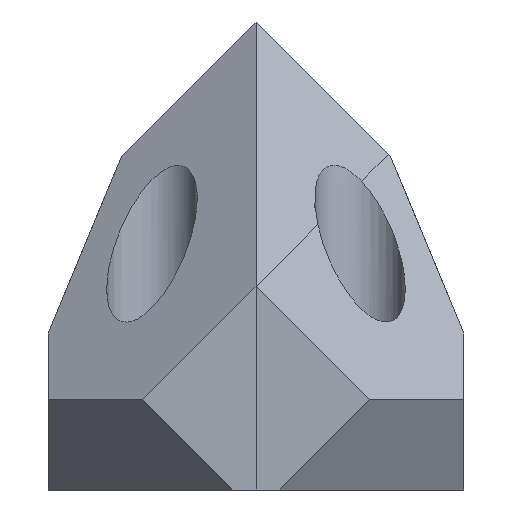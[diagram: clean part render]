
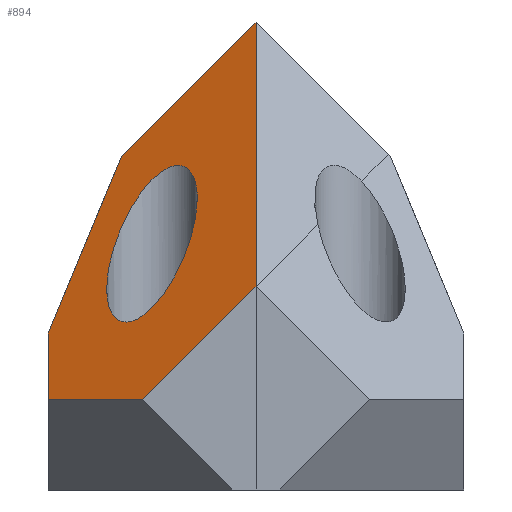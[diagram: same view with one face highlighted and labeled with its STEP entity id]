
A CAD part, front view. The second image highlights one B-rep face of the part: STEP entity #894.
In plain terms, the highlighted planar face has unit normal (-0.5, -0.707, 0.5).
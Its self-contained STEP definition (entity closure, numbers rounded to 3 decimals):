
#45=FACE_BOUND('',#124,.T.);
#57=B_SPLINE_CURVE_WITH_KNOTS('',3,(#1329,#1330,#1331,#1332,#1333,#1334),
 .UNSPECIFIED.,.F.,.F.,(4,2,4),(0.,1.208,3.118),
 .UNSPECIFIED.);
#62=ELLIPSE('',#957,8.7,4.35);
#77=FACE_OUTER_BOUND('',#123,.T.);
#123=EDGE_LOOP('',(#617,#618,#619,#620,#621,#622));
#124=EDGE_LOOP('',(#623));
#190=LINE('',#1314,#288);
#193=LINE('',#1320,#291);
#197=LINE('',#1327,#295);
#198=LINE('',#1336,#296);
#199=LINE('',#1337,#297);
#288=VECTOR('',#1053,10.);
#291=VECTOR('',#1058,10.);
#295=VECTOR('',#1064,10.);
#296=VECTOR('',#1065,10.);
#297=VECTOR('',#1066,10.);
#382=VERTEX_POINT('',#1300);
#386=VERTEX_POINT('',#1311);
#387=VERTEX_POINT('',#1313);
#389=VERTEX_POINT('',#1319);
#392=VERTEX_POINT('',#1328);
#393=VERTEX_POINT('',#1335);
#394=VERTEX_POINT('',#1338);
#474=EDGE_CURVE('',#386,#387,#190,.T.);
#477=EDGE_CURVE('',#389,#387,#193,.T.);
#481=EDGE_CURVE('',#386,#382,#197,.T.);
#482=EDGE_CURVE('',#392,#382,#57,.T.);
#483=EDGE_CURVE('',#392,#393,#198,.T.);
#484=EDGE_CURVE('',#389,#393,#199,.T.);
#485=EDGE_CURVE('',#394,#394,#62,.T.);
#617=ORIENTED_EDGE('',*,*,#474,.F.);
#618=ORIENTED_EDGE('',*,*,#481,.T.);
#619=ORIENTED_EDGE('',*,*,#482,.F.);
#620=ORIENTED_EDGE('',*,*,#483,.T.);
#621=ORIENTED_EDGE('',*,*,#484,.F.);
#622=ORIENTED_EDGE('',*,*,#477,.T.);
#623=ORIENTED_EDGE('',*,*,#485,.T.);
#859=PLANE('',#956);
#894=ADVANCED_FACE('',(#77,#45),#859,.T.);
#956=AXIS2_PLACEMENT_3D('',#1326,#1062,#1063);
#957=AXIS2_PLACEMENT_3D('',#1339,#1067,#1068);
#1053=DIRECTION('',(-0.816,0.577,0.));
#1058=DIRECTION('',(0.,-0.577,-0.816));
#1062=DIRECTION('center_axis',(-0.5,-0.707,0.5));
#1063=DIRECTION('ref_axis',(0.707,0.,0.707));
#1064=DIRECTION('',(0.707,0.,0.707));
#1065=DIRECTION('',(-0.707,0.,-0.707));
#1066=DIRECTION('',(0.357,0.357,0.863));
#1067=DIRECTION('center_axis',(0.5,0.707,-0.5));
#1068=DIRECTION('ref_axis',(-0.289,-0.408,-0.866));
#1300=CARTESIAN_POINT('',(-21.,0.,19.544));
#1311=CARTESIAN_POINT('',(-31.884,0.,8.66));
#1313=CARTESIAN_POINT('',(-41.,6.446,8.66));
#1314=CARTESIAN_POINT('',(-38.782,4.878,8.66));
#1319=CARTESIAN_POINT('',(-41.,10.929,15.));
#1320=CARTESIAN_POINT('',(-41.,15.813,21.907));
#1326=CARTESIAN_POINT('Origin',(-35.886,9.,17.386));
#1327=CARTESIAN_POINT('',(-29.522,0.,11.022));
#1328=CARTESIAN_POINT('',(-21.,18.,45.));
#1329=CARTESIAN_POINT('Ctrl Pts',(-21.,18.,45.));
#1330=CARTESIAN_POINT('Ctrl Pts',(-21.,15.676,41.713));
#1331=CARTESIAN_POINT('Ctrl Pts',(-21.,13.352,38.427));
#1332=CARTESIAN_POINT('Ctrl Pts',(-21.,7.352,29.941));
#1333=CARTESIAN_POINT('Ctrl Pts',(-21.,3.676,24.743));
#1334=CARTESIAN_POINT('Ctrl Pts',(-21.,0.,19.544));
#1335=CARTESIAN_POINT('',(-33.929,18.,32.071));
#1336=CARTESIAN_POINT('',(-42.25,18.,23.75));
#1337=CARTESIAN_POINT('',(-36.232,15.697,26.512));
#1338=CARTESIAN_POINT('',(-26.65,10.,28.036));
#1339=CARTESIAN_POINT('Origin',(-31.,10.,23.686));
